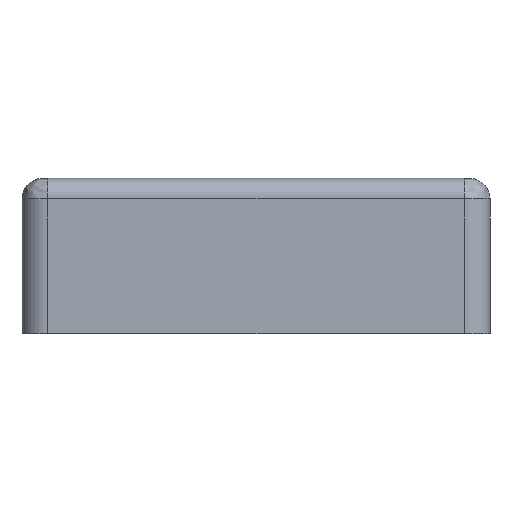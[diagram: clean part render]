
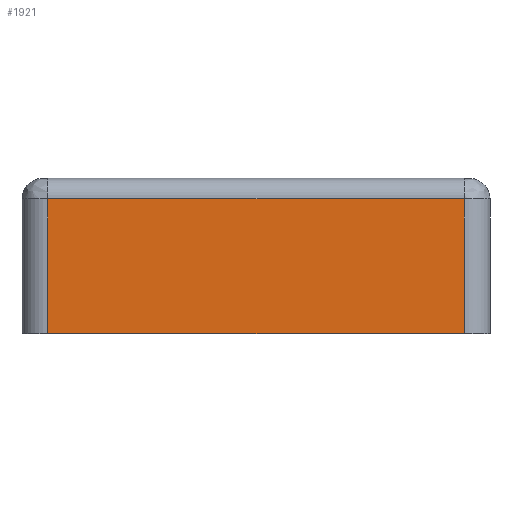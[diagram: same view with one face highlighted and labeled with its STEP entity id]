
A CAD part, left-side view. The second image highlights one B-rep face of the part: STEP entity #1921.
In plain terms, the highlighted planar face has unit normal (-1, 0, 0).
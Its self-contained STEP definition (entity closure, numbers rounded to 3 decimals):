
#145=FACE_OUTER_BOUND('',#264,.T.);
#264=EDGE_LOOP('',(#1532,#1533,#1534,#1535));
#456=LINE('',#2964,#695);
#460=LINE('',#3001,#699);
#466=LINE('',#3017,#705);
#467=LINE('',#3018,#706);
#695=VECTOR('',#2397,10.);
#699=VECTOR('',#2419,10.);
#705=VECTOR('',#2437,10.);
#706=VECTOR('',#2438,10.);
#892=VERTEX_POINT('',#2954);
#894=VERTEX_POINT('',#2960);
#901=VERTEX_POINT('',#2999);
#905=VERTEX_POINT('',#3016);
#1116=EDGE_CURVE('',#892,#894,#456,.T.);
#1127=EDGE_CURVE('',#901,#892,#460,.T.);
#1134=EDGE_CURVE('',#901,#905,#466,.T.);
#1135=EDGE_CURVE('',#894,#905,#467,.T.);
#1532=ORIENTED_EDGE('',*,*,#1116,.F.);
#1533=ORIENTED_EDGE('',*,*,#1127,.F.);
#1534=ORIENTED_EDGE('',*,*,#1134,.T.);
#1535=ORIENTED_EDGE('',*,*,#1135,.F.);
#1812=PLANE('',#2068);
#1921=ADVANCED_FACE('',(#145),#1812,.F.);
#2068=AXIS2_PLACEMENT_3D('',#3015,#2435,#2436);
#2397=DIRECTION('',(0.,-1.,0.));
#2419=DIRECTION('',(0.,0.,1.));
#2435=DIRECTION('center_axis',(1.,0.,0.));
#2436=DIRECTION('ref_axis',(0.,0.,
1.));
#2437=DIRECTION('',(0.,-1.,0.));
#2438=DIRECTION('',(0.,0.,-1.));
#2954=CARTESIAN_POINT('',(-20.1,-48.117,5.242));
#2960=CARTESIAN_POINT('',(-20.1,-64.317,5.242));
#2964=CARTESIAN_POINT('',(-20.1,-56.217,5.242));
#2999=CARTESIAN_POINT('',(-20.1,-48.117,0.));
#3001=CARTESIAN_POINT('',(-20.1,-48.117,2.8));
#3015=CARTESIAN_POINT('Origin',(-20.1,-56.217,3.8));
#3016=CARTESIAN_POINT('',(-20.1,-64.317,0.));
#3017=CARTESIAN_POINT('',(-20.1,-56.217,0.));
#3018=CARTESIAN_POINT('',(-20.1,-64.317,2.8));
